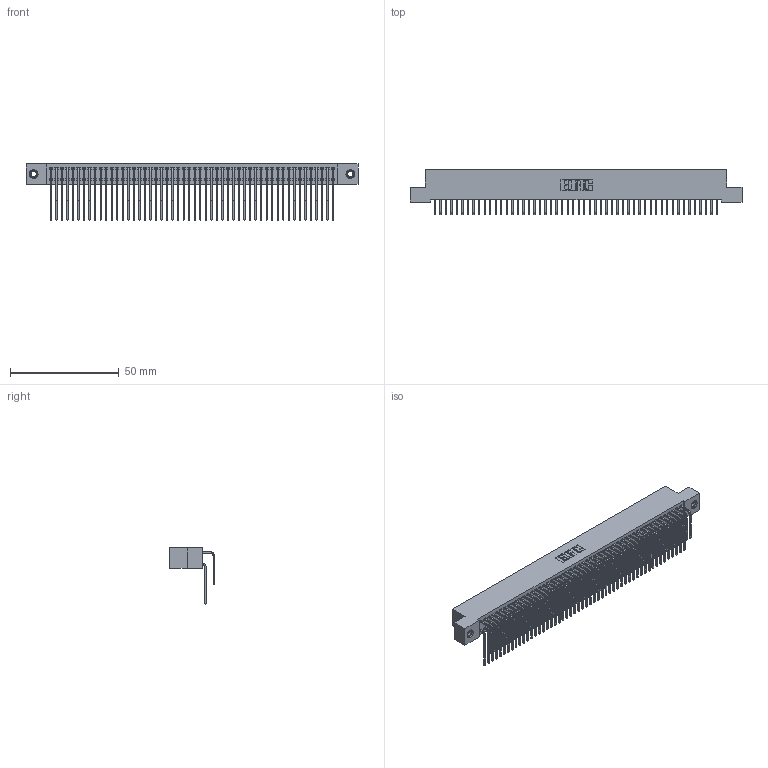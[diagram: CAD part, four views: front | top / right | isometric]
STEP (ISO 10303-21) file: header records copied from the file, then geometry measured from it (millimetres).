
FILE_DESCRIPTION (( 'STEP AP203' ), '1' );
FILE_NAME ('392-104-559-207.STEP', '2018-08-18T19:56:26', ( '' ), ( '' ), 'SwSTEP 2.0', 'SolidWorks 2016', '' );
FILE_SCHEMA (( 'CONFIG_CONTROL_DESIGN' ));
Length unit declared in the file: inch
Products named in the file (5): 345-250-001_345-250-005-103; 392-104-559-207; 342 Part_TI; 345-292-001_558 559 Tail - 1; 345-292-001_559 Tail - 2
Assembly tree (107 placements, depth 2):
  392-104-559-207
    342 Part_TI
    345-292-001_558 559 Tail - 1  x52
    345-292-001_559 Tail - 2  x52
    345-250-001_345-250-005-103  x2
Bounding box: 152.4 x 20.64 x 25.78 mm (x, y, z)
Volume: 14327.7 mm3; surface area: 26308.1 mm2
Topology: 107 solids, 107 shells, 5786 faces, 17179 edges, 11306 vertices
Faces by surface type: plane 4050, cylinder 1720, cone 12, torus 4
Entity records: 34998 total; most frequent: CARTESIAN_POINT 5820, ORIENTED_EDGE 5698, DIRECTION 4967, EDGE_CURVE 2849, LINE 2661, VECTOR 2661, VERTEX_POINT 1892, AXIS2_PLACEMENT_3D 1153
